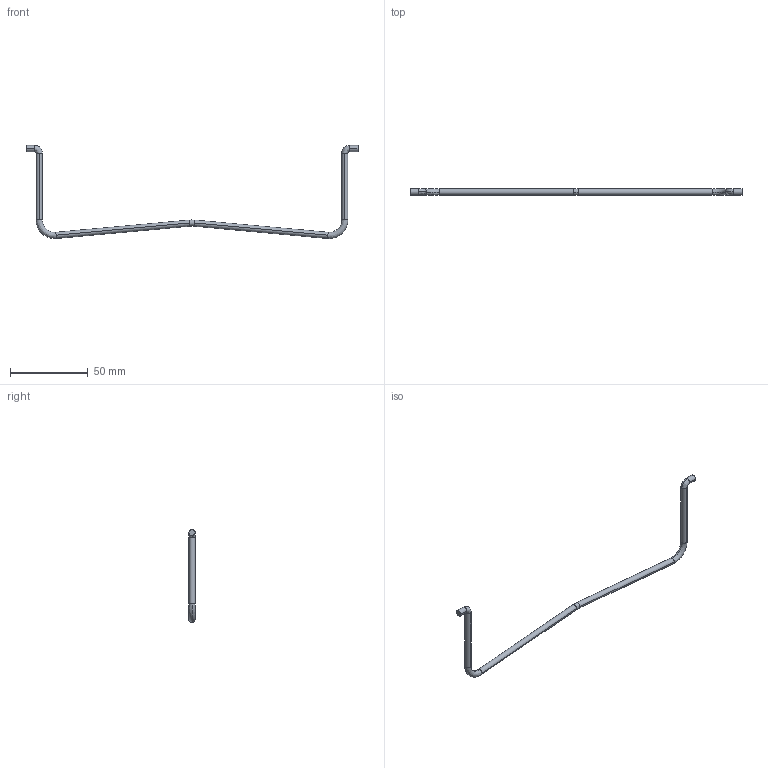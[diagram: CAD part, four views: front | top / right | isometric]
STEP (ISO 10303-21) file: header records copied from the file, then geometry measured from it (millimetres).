
FILE_DESCRIPTION((''),'2;1');
FILE_NAME('','2007-04-03T11:43:01',(''),(''),'','CADfix','');
FILE_SCHEMA(('AUTOMOTIVE_DESIGN { 1 0 10303 214 1 1 1 1 }'));
Length unit declared in the file: millimetre
Bounding box: 214 x 4 x 59.99 mm (x, y, z)
Volume: 3972.6 mm3; surface area: 3995.4 mm2
Topology: 1 solids, 1 shells, 24 faces, 70 edges, 48 vertices
Faces by surface type: bspline 24
Entity records: 994 total; most frequent: CARTESIAN_POINT 632, ORIENTED_EDGE 140, EDGE_CURVE 70, VERTEX_POINT 48, EDGE_LOOP 24, FACE_OUTER_BOUND 24, ADVANCED_FACE 24, QUASI_UNIFORM_CURVE 12
